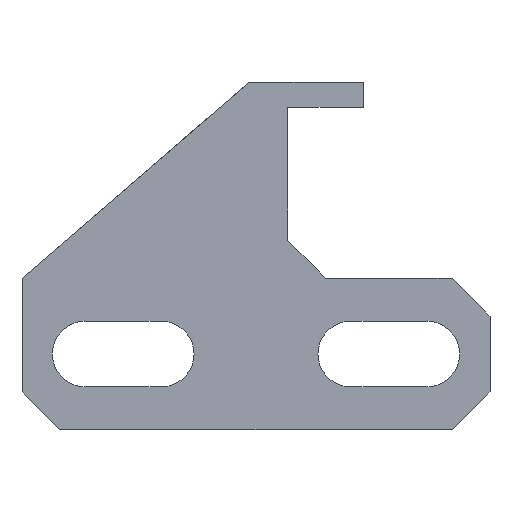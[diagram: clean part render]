
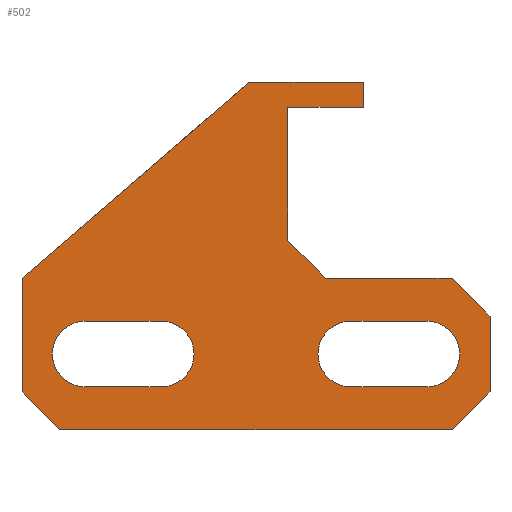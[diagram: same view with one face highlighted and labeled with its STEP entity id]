
A CAD part, front view. The second image highlights one B-rep face of the part: STEP entity #502.
In plain terms, the highlighted planar face has unit normal (0, -1, 0).
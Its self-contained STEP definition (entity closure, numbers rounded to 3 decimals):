
#21=FACE_BOUND('',#74,.T.);
#22=FACE_BOUND('',#75,.T.);
#31=CIRCLE('',#549,2.6);
#32=CIRCLE('',#550,2.6);
#33=CIRCLE('',#551,2.6);
#34=CIRCLE('',#552,2.6);
#45=FACE_OUTER_BOUND('',#73,.T.);
#73=EDGE_LOOP('',(#388,#389,#390,#391,#392,#393,#394,#395,#396,#397,#398,
#399,#400));
#74=EDGE_LOOP('',(#401,#402,#403,#404));
#75=EDGE_LOOP('',(#405,#406,#407,#408));
#91=LINE('',#706,#151);
#95=LINE('',#714,#155);
#106=LINE('',#737,#166);
#121=LINE('',#781,#181);
#123=LINE('',#786,#183);
#125=LINE('',#790,#185);
#127=LINE('',#794,#187);
#128=LINE('',#796,#188);
#129=LINE('',#797,#189);
#130=LINE('',#799,#190);
#131=LINE('',#801,#191);
#132=LINE('',#803,#192);
#133=LINE('',#804,#193);
#134=LINE('',#809,#194);
#135=LINE('',#812,#195);
#136=LINE('',#817,#196);
#137=LINE('',#820,#197);
#151=VECTOR('',#572,10.);
#155=VECTOR('',#578,10.);
#166=VECTOR('',#595,10.);
#181=VECTOR('',#628,10.);
#183=VECTOR('',#632,10.);
#185=VECTOR('',#636,10.);
#187=VECTOR('',#640,10.);
#188=VECTOR('',#641,10.);
#189=VECTOR('',#642,10.);
#190=VECTOR('',#643,10.);
#191=VECTOR('',#644,10.);
#192=VECTOR('',#645,10.);
#193=VECTOR('',#646,10.);
#194=VECTOR('',#649,10.);
#195=VECTOR('',#652,10.);
#196=VECTOR('',#655,10.);
#197=VECTOR('',#658,10.);
#211=VERTEX_POINT('',#704);
#212=VERTEX_POINT('',#705);
#215=VERTEX_POINT('',#713);
#224=VERTEX_POINT('',#735);
#241=VERTEX_POINT('',#779);
#242=VERTEX_POINT('',#783);
#243=VERTEX_POINT('',#785);
#244=VERTEX_POINT('',#789);
#245=VERTEX_POINT('',#793);
#246=VERTEX_POINT('',#795);
#247=VERTEX_POINT('',#798);
#248=VERTEX_POINT('',#800);
#249=VERTEX_POINT('',#802);
#250=VERTEX_POINT('',#805);
#251=VERTEX_POINT('',#806);
#252=VERTEX_POINT('',#808);
#253=VERTEX_POINT('',#810);
#254=VERTEX_POINT('',#813);
#255=VERTEX_POINT('',#814);
#256=VERTEX_POINT('',#816);
#257=VERTEX_POINT('',#818);
#258=EDGE_CURVE('',#211,#212,#91,.T.);
#262=EDGE_CURVE('',#212,#215,#95,.T.);
#274=EDGE_CURVE('',#224,#211,#106,.F.);
#295=EDGE_CURVE('',#241,#224,#121,.T.);
#297=EDGE_CURVE('',#242,#243,#123,.T.);
#299=EDGE_CURVE('',#243,#244,#125,.T.);
#301=EDGE_CURVE('',#245,#241,#127,.F.);
#302=EDGE_CURVE('',#246,#245,#128,.T.);
#303=EDGE_CURVE('',#246,#244,#129,.T.);
#304=EDGE_CURVE('',#247,#242,#130,.T.);
#305=EDGE_CURVE('',#248,#247,#131,.T.);
#306=EDGE_CURVE('',#249,#248,#132,.T.);
#307=EDGE_CURVE('',#215,#249,#133,.T.);
#308=EDGE_CURVE('',#250,#251,#31,.T.);
#309=EDGE_CURVE('',#252,#250,#134,.T.);
#310=EDGE_CURVE('',#253,#252,#32,.T.);
#311=EDGE_CURVE('',#251,#253,#135,.T.);
#312=EDGE_CURVE('',#254,#255,#33,.T.);
#313=EDGE_CURVE('',#256,#254,#136,.T.);
#314=EDGE_CURVE('',#257,#256,#34,.T.);
#315=EDGE_CURVE('',#255,#257,#137,.T.);
#388=ORIENTED_EDGE('',*,*,#274,.F.);
#389=ORIENTED_EDGE('',*,*,#295,.F.);
#390=ORIENTED_EDGE('',*,*,#301,.F.);
#391=ORIENTED_EDGE('',*,*,#302,.F.);
#392=ORIENTED_EDGE('',*,*,#303,.T.);
#393=ORIENTED_EDGE('',*,*,#299,.F.);
#394=ORIENTED_EDGE('',*,*,#297,.F.);
#395=ORIENTED_EDGE('',*,*,#304,.F.);
#396=ORIENTED_EDGE('',*,*,#305,.F.);
#397=ORIENTED_EDGE('',*,*,#306,.F.);
#398=ORIENTED_EDGE('',*,*,#307,.F.);
#399=ORIENTED_EDGE('',*,*,#262,.F.);
#400=ORIENTED_EDGE('',*,*,#258,.F.);
#401=ORIENTED_EDGE('',*,*,#308,.F.);
#402=ORIENTED_EDGE('',*,*,#309,.F.);
#403=ORIENTED_EDGE('',*,*,#310,.F.);
#404=ORIENTED_EDGE('',*,*,#311,.F.);
#405=ORIENTED_EDGE('',*,*,#312,.F.);
#406=ORIENTED_EDGE('',*,*,#313,.F.);
#407=ORIENTED_EDGE('',*,*,#314,.F.);
#408=ORIENTED_EDGE('',*,*,#315,.F.);
#480=PLANE('',#548);
#502=ADVANCED_FACE('',(#45,#21,#22),#480,.F.);
#548=AXIS2_PLACEMENT_3D('',#792,#638,#639);
#549=AXIS2_PLACEMENT_3D('',#807,#647,#648);
#550=AXIS2_PLACEMENT_3D('',#811,#650,#651);
#551=AXIS2_PLACEMENT_3D('',#815,#653,#654);
#552=AXIS2_PLACEMENT_3D('',#819,#656,#657);
#572=DIRECTION('',(0.707,0.,-0.707));
#578=DIRECTION('',(1.,0.,0.));
#595=DIRECTION('',(0.,0.,1.));
#628=DIRECTION('',(-1.,0.,0.));
#632=DIRECTION('',(-0.707,0.,0.707));
#636=DIRECTION('',(0.,0.,1.));
#638=DIRECTION('center_axis',(0.,1.,0.));
#639=DIRECTION('ref_axis',(1.,0.,0.));
#640=DIRECTION('',(0.,0.,1.));
#641=DIRECTION('',(1.,0.,0.));
#642=DIRECTION('',(-0.758,0.,-0.653));
#643=DIRECTION('',(-1.,0.,0.));
#644=DIRECTION('',(-0.707,0.,-0.707));
#645=DIRECTION('',(0.,0.,-1.));
#646=DIRECTION('',(0.707,0.,-0.707));
#647=DIRECTION('center_axis',(0.,-1.,0.));
#648=DIRECTION('ref_axis',(0.,0.,1.));
#649=DIRECTION('',(1.,0.,0.));
#650=DIRECTION('center_axis',(0.,-1.,0.));
#651=DIRECTION('ref_axis',(0.,0.,-1.));
#652=DIRECTION('',(-1.,0.,0.));
#653=DIRECTION('center_axis',(0.,-1.,0.));
#654=DIRECTION('ref_axis',(0.,0.,1.));
#655=DIRECTION('',(1.,0.,0.));
#656=DIRECTION('center_axis',(0.,-1.,0.));
#657=DIRECTION('ref_axis',(0.,0.,-1.));
#658=DIRECTION('',(-1.,0.,0.));
#704=CARTESIAN_POINT('',(41.5,14.,31.));
#705=CARTESIAN_POINT('',(44.5,14.,28.));
#706=CARTESIAN_POINT('',(41.938,14.,30.563));
#713=CARTESIAN_POINT('',(54.5,14.,28.));
#714=CARTESIAN_POINT('',(45.5,14.,28.));
#735=CARTESIAN_POINT('',(41.5,14.,41.5));
#737=CARTESIAN_POINT('',(41.5,14.,35.625));
#779=CARTESIAN_POINT('',(47.5,14.,41.5));
#781=CARTESIAN_POINT('',(53.5,14.,41.5));
#783=CARTESIAN_POINT('',(23.5,14.,16.));
#785=CARTESIAN_POINT('',(20.5,14.,19.));
#786=CARTESIAN_POINT('',(23.187,14.,16.313));
#789=CARTESIAN_POINT('',(20.5,14.,28.));
#790=CARTESIAN_POINT('',(20.5,14.,16.));
#792=CARTESIAN_POINT('Origin',(39.,14.,29.75));
#793=CARTESIAN_POINT('',(47.5,14.,43.5));
#794=CARTESIAN_POINT('',(47.5,14.,36.625));
#795=CARTESIAN_POINT('',(38.5,14.,43.5));
#796=CARTESIAN_POINT('',(38.5,14.,43.5));
#797=CARTESIAN_POINT('',(38.5,14.,43.5));
#798=CARTESIAN_POINT('',(54.5,14.,16.));
#799=CARTESIAN_POINT('',(57.5,14.,16.));
#800=CARTESIAN_POINT('',(57.5,14.,19.));
#801=CARTESIAN_POINT('',(54.813,14.,16.313));
#802=CARTESIAN_POINT('',(57.5,14.,25.));
#803=CARTESIAN_POINT('',(57.5,14.,28.));
#804=CARTESIAN_POINT('',(50.937,14.,31.563));
#805=CARTESIAN_POINT('',(31.5,14.,19.4));
#806=CARTESIAN_POINT('',(31.5,14.,24.6));
#807=CARTESIAN_POINT('Origin',(31.5,14.,22.));
#808=CARTESIAN_POINT('',(25.5,14.,19.4));
#809=CARTESIAN_POINT('',(31.5,14.,19.4));
#810=CARTESIAN_POINT('',(25.5,14.,24.6));
#811=CARTESIAN_POINT('Origin',(25.5,14.,22.));
#812=CARTESIAN_POINT('',(25.5,14.,24.6));
#813=CARTESIAN_POINT('',(52.5,14.,19.4));
#814=CARTESIAN_POINT('',(52.5,14.,24.6));
#815=CARTESIAN_POINT('Origin',(52.5,14.,22.));
#816=CARTESIAN_POINT('',(46.5,14.,19.4));
#817=CARTESIAN_POINT('',(52.5,14.,19.4));
#818=CARTESIAN_POINT('',(46.5,14.,24.6));
#819=CARTESIAN_POINT('Origin',(46.5,14.,22.));
#820=CARTESIAN_POINT('',(46.5,14.,24.6));
